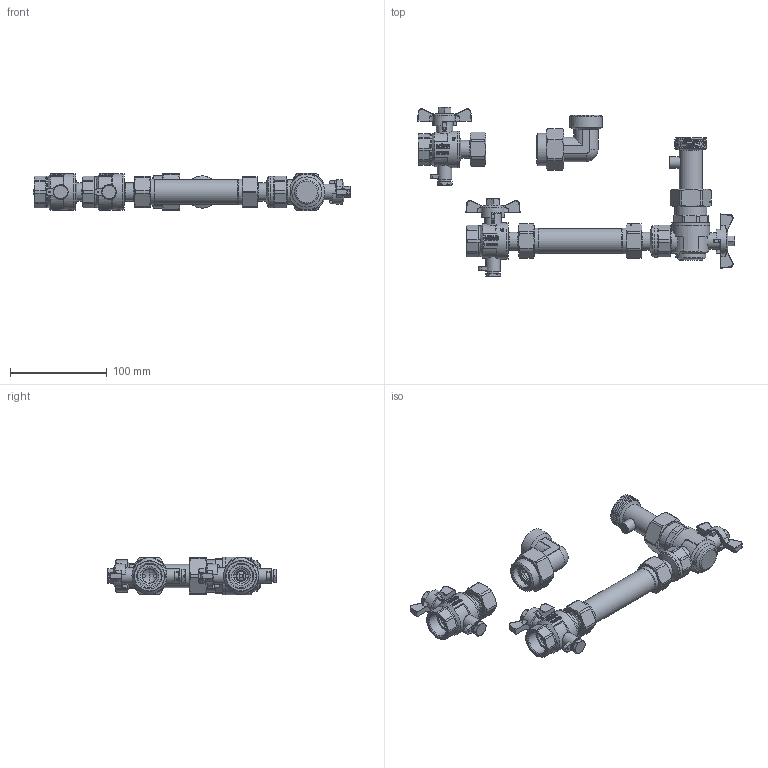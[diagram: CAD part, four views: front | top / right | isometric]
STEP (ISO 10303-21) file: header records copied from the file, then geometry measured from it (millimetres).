
FILE_DESCRIPTION(/* description */ ('Unknown'),/* implementation_level */ '2;1');
FILE_NAME(/* name */ '85121040',/* time_stamp */ '2023-07-20T08:29:56+02:00',/* author */ ('Unknown'),/* organization */ ('Unknown'),/* preprocessor_version */ 'ST-DEVELOPER v18.102',/* originating_system */ 'Solid Edge',/* authorisation */ 'Unknown');
FILE_SCHEMA (('AUTOMOTIVE_DESIGN {1 0 10303 214 3 1 1}'));
Length unit declared in the file: millimetre
Products named in the file (52): 85121030; 725-55; StoppRing; Speerring; Dichtung; Stütze; Überwurfmutter; O-Ring; nippel-110-red; 722-55; 722-55-Einschraubteil-co; Einschraubteil; 97000077_24x15x2 - 3_4; sperring; Überwurfmutter_3_4; B1; F-griff.1; M8-1_2-3_4.1; Kvrper-co; Körper_; Dichtung_0; Kugel; Kugeldichtung; Schtaube; Spindel-co; Stopfbuchse; Spindel; Spindeldichtung; 97000077-3_4; 722-55_oa_0; Kvrper-co_oa_1; Spindel-co_oa_2; 2.149.020; Flügelgriff 1_4 - 3_4; Einschraubteil_020; Körper_020; 3_4-Spindel-co; 600-3_4-Spindel; 600-3_4-Spindeldichtung; 600-3_4-Stopfbuchse ...
Assembly tree (62 placements, depth 5):
  85121030
    725-55
      StoppRing
      Speerring
      Dichtung
      Stütze
      Überwurfmutter
      O-Ring
    nippel-110-red
    722-55
      722-55-Einschraubteil-co
        Einschraubteil
        97000077_24x15x2 - 3_4
        sperring
        Überwurfmutter_3_4
      B1
        F-griff.1
        M8-1_2-3_4.1
      Kvrper-co
        Körper_
        Dichtung_0
        Kugel
        Kugeldichtung  x2
        Schtaube
      Spindel-co
        Stopfbuchse
        Spindel
        Spindeldichtung
    97000077-3_4  x3
    722-55_oa_0
      722-55-Einschraubteil-co
        Einschraubteil
        97000077_24x15x2 - 3_4
        sperring
        Überwurfmutter_3_4
      B1
        F-griff.1
        M8-1_2-3_4.1
      Kvrper-co_oa_1
        Körper_
        Dichtung_0
        Schtaube
      Spindel-co_oa_2
        Stopfbuchse
        Spindel
    2.149.020
      Flügelgriff 1_4 - 3_4
      2.149.020
        Einschraubteil_020
        Körper_020
        3_4-Spindel-co
          600-3_4-Spindel
          600-3_4-Spindeldichtung
          600-3_4-Stopfbuchse
          600-3_4-O-Ring
      600-3_4-Mutter-Fl.G.
    98000726-66-1_16
      98000726-66-1_16 _ Körper
      Speerring
      郻M_1
Bounding box: 327.16 x 174.83 x 39 mm (x, y, z)
Volume: 235360.1 mm3; surface area: 161945.4 mm2
Topology: 52 solids, 52 shells, 2957 faces, 7928 edges, 5201 vertices
Faces by surface type: plane 2130, cylinder 464, cone 258, bspline 48, sphere 33, torus 24
Full cylindrical faces by diameter (mm): 1.5 x4, 3.5 x1, 5 x2, 5.9 x2, 6.6 x2, 6.7 x2, 6.75 x3, 8.9 x2, 8.92 x2, 9 x7, 9.1 x4, 9.3 x1, 10 x4, 10.5 x3, 11 x3, 12 x4, 12.3 x1, 12.376 x2, 12.4 x1, 12.5 x2, 13 x2, 14 x3, 15 x8, 16 x7, 17 x3, 18 x3, 18.5 x3, 18.6 x3, 19 x5, 19.05 x1
Entity records: 65893 total; most frequent: CARTESIAN_POINT 19875, DIRECTION 9659, ORIENTED_EDGE 8488, EDGE_CURVE 4244, AXIS2_PLACEMENT_3D 4045, VERTEX_POINT 2916, FACE_BOUND 2150, EDGE_LOOP 2147
